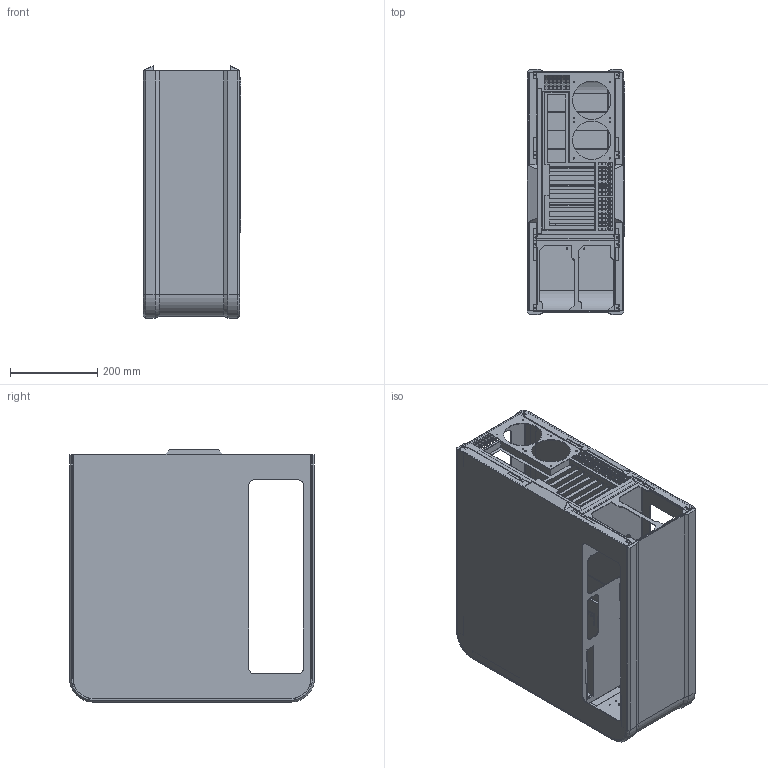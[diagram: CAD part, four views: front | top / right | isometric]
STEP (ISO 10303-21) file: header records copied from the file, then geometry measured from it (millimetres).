
FILE_DESCRIPTION (( 'STEP AP203' ), '1' );
FILE_NAME ('SilverStone Temjin SST TJ07.STEP', '2011-08-11T12:30:07', ( '' ), ( '' ), 'SwSTEP 2.0', 'SolidWorks 2011', '' );
FILE_SCHEMA (( 'CONFIG_CONTROL_DESIGN' ));
Length unit declared in the file: millimetre
Products named in the file (1): SilverStone Temjin SST TJ07
Bounding box: 222 x 559.98 x 576.63 mm (x, y, z)
Volume: 3141596.4 mm3; surface area: 2789477.7 mm2
Topology: 36 solids, 36 shells, 1669 faces, 4742 edges, 3123 vertices
Faces by surface type: plane 1219, cylinder 424, cone 18, sphere 6, torus 2
Entity records: 54819 total; most frequent: CARTESIAN_POINT 9517, ORIENTED_EDGE 9460, DIRECTION 8946, EDGE_CURVE 4730, VECTOR 3854, LINE 3854, VERTEX_POINT 3117, AXIS2_PLACEMENT_3D 2546
